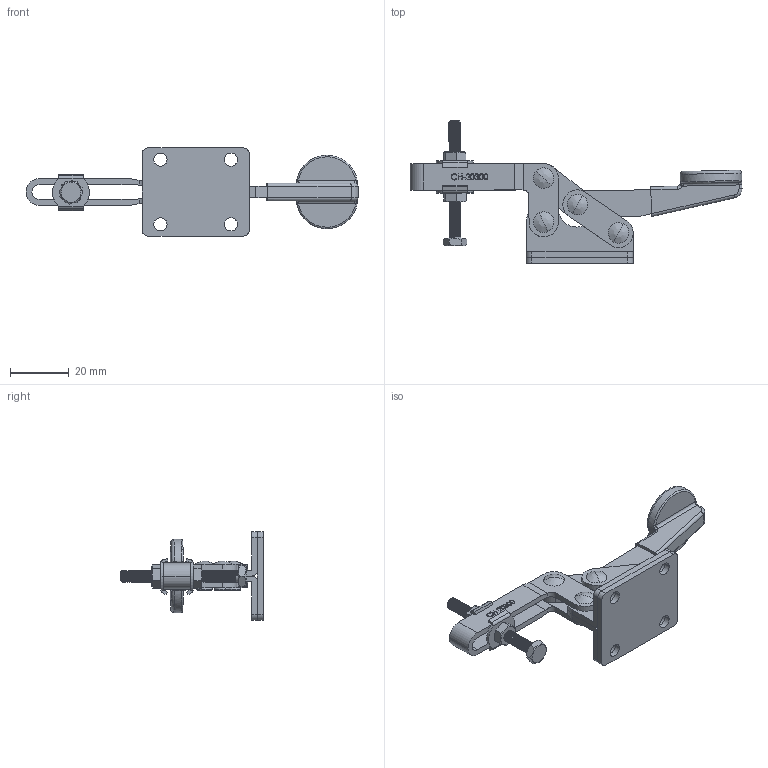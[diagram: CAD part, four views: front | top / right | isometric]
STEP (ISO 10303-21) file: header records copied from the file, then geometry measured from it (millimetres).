
FILE_DESCRIPTION (( 'STEP AP203' ), '1' );
FILE_NAME ('CH-20300.STEP', '2017-11-21T02:30:45', ( 'Windows' ), ( 'Microsoft' ), 'SwSTEP 2.0', 'SolidWorks 2015', '' );
FILE_SCHEMA (( 'CONFIG_CONTROL_DESIGN' ));
Length unit declared in the file: millimetre
Products named in the file (10): CH-20300-03 HANDLE; CH-20300-06; CH-20300; CH-20300-02 U-BAR; CH-20300-05; CH-FW-100; M4 Nut; M4蹟邡; CH-20300-01 FLANGED BASE; CH-20300-04 CONNECTING-PLATE
Assembly tree (15 placements, depth 2):
  CH-20300
    CH-20300-01 FLANGED BASE
    CH-20300-04 CONNECTING-PLATE  x2
    CH-20300-03 HANDLE
    CH-20300-06  x4
    CH-20300-02 U-BAR
    CH-20300-05
    CH-FW-100  x2
    M4 Nut  x2
    M4蹟邡
Bounding box: 113.1 x 48.61 x 30 mm (x, y, z)
Volume: 14972 mm3; surface area: 16655.3 mm2
Topology: 16 solids, 16 shells, 801 faces, 2150 edges, 1399 vertices
Faces by surface type: cylinder 258, plane 256, bspline 217, torus 37, cone 33
Entity records: 39015 total; most frequent: CARTESIAN_POINT 22200, ORIENTED_EDGE 3780, DIRECTION 2445, EDGE_CURVE 1890, VERTEX_POINT 1245, VECTOR 913, LINE 913, EDGE_LOOP 769
